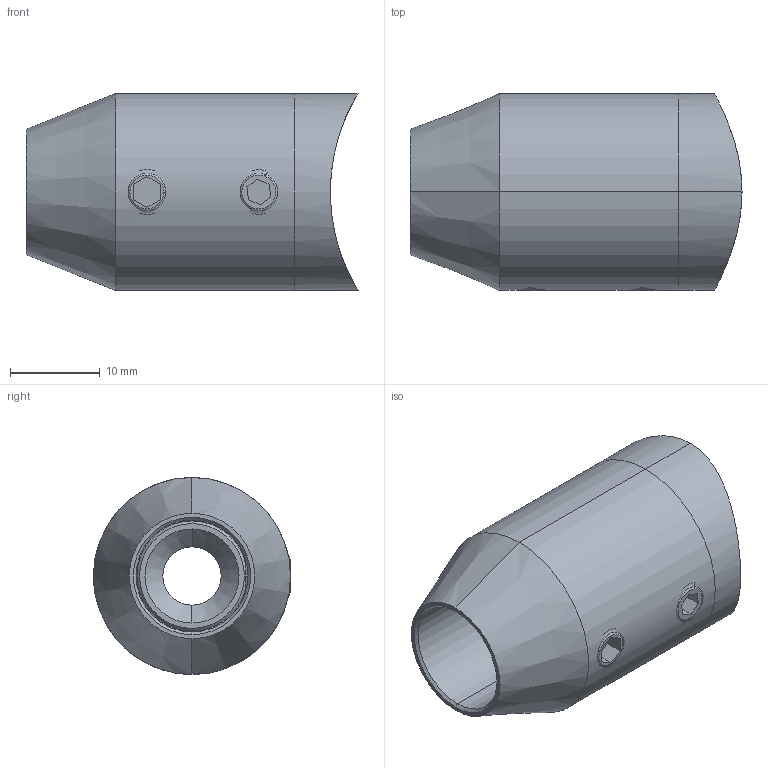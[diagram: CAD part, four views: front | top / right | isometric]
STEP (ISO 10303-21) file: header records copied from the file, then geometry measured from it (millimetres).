
FILE_DESCRIPTION (( 'STEP AP203' ), '1' );
FILE_NAME ('A_0851-042.STEP', '2022-11-03T10:50:32', ( '' ), ( '' ), 'SwSTEP 2.0', 'SolidWorks 2019', '' );
FILE_SCHEMA (( 'CONFIG_CONTROL_DESIGN' ));
Length unit declared in the file: millimetre
Products named in the file (5): A_0851-042.P1; A_0851-042.P2; DIN 914_SKRUTKA M 5X 5; A_0851-042; Skrutka DIN 913_SKRUTKA M 5X 5
Assembly tree (4 placements, depth 2):
  A_0851-042
    A_0851-042.P1
    A_0851-042.P2
    Skrutka DIN 913_SKRUTKA M 5X 5
    DIN 914_SKRUTKA M 5X 5
Bounding box: 37.08 x 22 x 22 mm (x, y, z)
Volume: 8009.6 mm3; surface area: 5399.5 mm2
Topology: 4 solids, 4 shells, 68 faces, 144 edges, 88 vertices
Faces by surface type: cylinder 23, plane 23, cone 22
Entity records: 2739 total; most frequent: CARTESIAN_POINT 723, DIRECTION 334, ORIENTED_EDGE 288, EDGE_CURVE 144, AXIS2_PLACEMENT_3D 127, VERTEX_POINT 88, VECTOR 80, EDGE_LOOP 80
